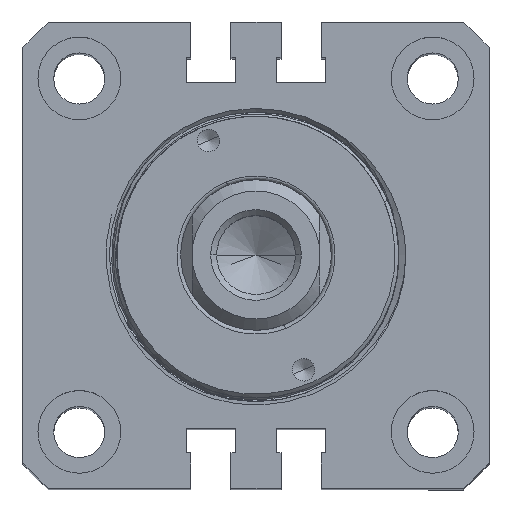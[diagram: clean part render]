
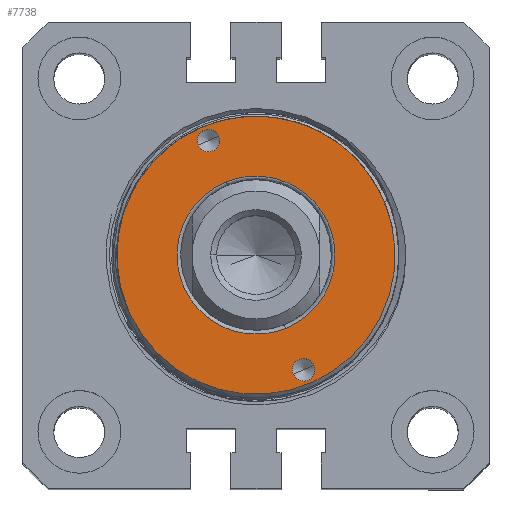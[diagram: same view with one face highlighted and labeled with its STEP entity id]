
A CAD part, top view. The second image highlights one B-rep face of the part: STEP entity #7738.
In plain terms, the highlighted face is planar.
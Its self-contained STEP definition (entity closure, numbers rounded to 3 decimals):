
#334 = VERTEX_POINT ( 'NONE', #16818 ) ;
#912 = AXIS2_PLACEMENT_3D ( 'NONE', #15647, #19609, #7153 ) ;
#1179 = CARTESIAN_POINT ( 'NONE',  ( -18.5, 0., -25. ) ) ;
#1731 = CARTESIAN_POINT ( 'NONE',  ( -20.797, -10.5, -25. ) ) ;
#1814 = VERTEX_POINT ( 'NONE', #9222 ) ;
#1893 = CARTESIAN_POINT ( 'NONE',  ( 0., 16.5, -25. ) ) ;
#1903 =( BOUNDED_CURVE ( )  B_SPLINE_CURVE ( 3, ( #10712, #7245, #9253, #17353 ),
 .UNSPECIFIED., .F., .T. ) 
 B_SPLINE_CURVE_WITH_KNOTS ( ( 4, 4 ),
 ( 0.997, 1. ),
 .UNSPECIFIED. ) 
 CURVE ( )  GEOMETRIC_REPRESENTATION_ITEM ( )  RATIONAL_B_SPLINE_CURVE ( ( 1., 1., 1., 1. ) ) 
 REPRESENTATION_ITEM ( '' )  );
#2421 = EDGE_LOOP ( 'NONE', ( #12347, #14987, #18558, #24730 ) ) ;
#2658 = FACE_OUTER_BOUND ( 'NONE', #14374, .T. ) ;
#2719 = AXIS2_PLACEMENT_3D ( 'NONE', #16153, #22264, #7596 ) ;
#2904 = VERTEX_POINT ( 'NONE', #12266 ) ;
#3171 = CARTESIAN_POINT ( 'NONE',  ( -0.102, 10.5, -25. ) ) ;
#3292 = DIRECTION ( 'NONE',  ( 1., 0., 0. ) ) ;
#3316 = DIRECTION ( 'NONE',  ( 0., 0., -1. ) ) ;
#3524 = AXIS2_PLACEMENT_3D ( 'NONE', #17776, #3316, #11668 ) ;
#3574 = CARTESIAN_POINT ( 'NONE',  ( 18.492, -0.217, -25. ) ) ;
#3655 = DIRECTION ( 'NONE',  ( 0., 0., -1. ) ) ;
#3735 = CARTESIAN_POINT ( 'NONE',  ( 0., 10.5, -25. ) ) ;
#3798 = EDGE_CURVE ( 'NONE', #23722, #334, #14975, .T. ) ;
#3951 = CARTESIAN_POINT ( 'NONE',  ( 18.479, -0.818, -25. ) ) ;
#4101 = CARTESIAN_POINT ( 'NONE',  ( 18.472, -1.018, -24.999 ) ) ;
#4294 = CARTESIAN_POINT ( 'NONE',  ( -1.5, 16.5, -25. ) ) ;
#4718 = EDGE_LOOP ( 'NONE', ( #8819, #9603 ) ) ;
#4752 =( BOUNDED_CURVE ( )  B_SPLINE_CURVE ( 3, ( #14248, #1731, #22160, #22324 ),
 .UNSPECIFIED., .F., .T. ) 
 B_SPLINE_CURVE_WITH_KNOTS ( ( 4, 4 ),
 ( 0., 0.997 ),
 .UNSPECIFIED. ) 
 CURVE ( )  GEOMETRIC_REPRESENTATION_ITEM ( )  RATIONAL_B_SPLINE_CURVE ( ( 1., 0.337, 0.337, 1. ) ) 
 REPRESENTATION_ITEM ( '' )  );
#4847 = B_SPLINE_CURVE_WITH_KNOTS ( 'NONE', 3,
 ( #5968, #10137, #3951, #10323 ),
 .UNSPECIFIED., .F., .F.,
 ( 4, 4 ),
 ( 0., 1. ),
 .UNSPECIFIED. ) ;
#5054 = ORIENTED_EDGE ( 'NONE', *, *, #23386, .T. ) ;
#5968 = CARTESIAN_POINT ( 'NONE',  ( 18.482, -0.417, -25. ) ) ;
#6012 = CARTESIAN_POINT ( 'NONE',  ( 0.102, -10.5, -25. ) ) ;
#6062 = ORIENTED_EDGE ( 'NONE', *, *, #13202, .T. ) ;
#6094 = DIRECTION ( 'NONE',  ( 0., 0., 1. ) ) ;
#6584 = EDGE_CURVE ( 'NONE', #2904, #1814, #6878, .T. ) ;
#6737 = DIRECTION ( 'NONE',  ( 1., 0., 0. ) ) ;
#6878 = B_SPLINE_CURVE_WITH_KNOTS ( 'NONE', 3,
 ( #14006, #9758, #3574, #24009 ),
 .UNSPECIFIED., .F., .F.,
 ( 4, 4 ),
 ( 0., 1. ),
 .UNSPECIFIED. ) ;
#7153 = DIRECTION ( 'NONE',  ( -1., 0., 0. ) ) ;
#7181 = CARTESIAN_POINT ( 'NONE',  ( 0.034, -10.5, -25. ) ) ;
#7245 = CARTESIAN_POINT ( 'NONE',  ( -0.068, 10.5, -25. ) ) ;
#7596 = DIRECTION ( 'NONE',  ( 1., 0., 0. ) ) ;
#7651 = ORIENTED_EDGE ( 'NONE', *, *, #19039, .T. ) ;
#7738 = ADVANCED_FACE ( 'NONE', ( #15615, #20449, #13685, #2658 ), #24015, .T. ) ;
#8268 = DIRECTION ( 'NONE',  ( 1., 0., 0. ) ) ;
#8587 = CARTESIAN_POINT ( 'NONE',  ( 0.102, -10.5, -25. ) ) ;
#8745 = DIRECTION ( 'NONE',  ( 0., 0., -1. ) ) ;
#8819 = ORIENTED_EDGE ( 'NONE', *, *, #3798, .T. ) ;
#9222 = CARTESIAN_POINT ( 'NONE',  ( 18.482, -0.417, -25. ) ) ;
#9253 = CARTESIAN_POINT ( 'NONE',  ( -0.034, 10.5, -25. ) ) ;
#9603 = ORIENTED_EDGE ( 'NONE', *, *, #13912, .T. ) ;
#9652 = CIRCLE ( 'NONE', #912, 1.5 ) ;
#9758 = CARTESIAN_POINT ( 'NONE',  ( 18.497, -0.017, -25. ) ) ;
#9779 = ORIENTED_EDGE ( 'NONE', *, *, #26674, .T. ) ;
#9912 = CIRCLE ( 'NONE', #26258, 18.5 ) ;
#10001 = CARTESIAN_POINT ( 'NONE',  ( 20.898, -10.297, -25. ) ) ;
#10137 = CARTESIAN_POINT ( 'NONE',  ( 18.482, -0.617, -25. ) ) ;
#10163 = CARTESIAN_POINT ( 'NONE',  ( 0., -16.5, -25. ) ) ;
#10323 = CARTESIAN_POINT ( 'NONE',  ( 18.472, -1.018, -24.999 ) ) ;
#10468 = CARTESIAN_POINT ( 'NONE',  ( 0., -10.5, -25. ) ) ;
#10712 = CARTESIAN_POINT ( 'NONE',  ( -0.102, 10.5, -25. ) ) ;
#10770 =( BOUNDED_CURVE ( )  B_SPLINE_CURVE ( 3, ( #3735, #18381, #10001, #6012 ),
 .UNSPECIFIED., .F., .T. ) 
 B_SPLINE_CURVE_WITH_KNOTS ( ( 4, 4 ),
 ( 0., 0.997 ),
 .UNSPECIFIED. ) 
 CURVE ( )  GEOMETRIC_REPRESENTATION_ITEM ( )  RATIONAL_B_SPLINE_CURVE ( ( 1., 0.337, 0.337, 1. ) ) 
 REPRESENTATION_ITEM ( '' )  );
#11516 = EDGE_LOOP ( 'NONE', ( #5054, #9779 ) ) ;
#11628 = CARTESIAN_POINT ( 'NONE',  ( 0.102, -10.5, -25. ) ) ;
#11668 = DIRECTION ( 'NONE',  ( -1., 0., 0. ) ) ;
#11920 = CARTESIAN_POINT ( 'NONE',  ( 0., 0., -25. ) ) ;
#11959 = AXIS2_PLACEMENT_3D ( 'NONE', #1893, #6094, #20523 ) ;
#12045 = CIRCLE ( 'NONE', #2719, 1.5 ) ;
#12266 = CARTESIAN_POINT ( 'NONE',  ( 18.499, 0.184, -25. ) ) ;
#12347 = ORIENTED_EDGE ( 'NONE', *, *, #24205, .F. ) ;
#12974 = VERTEX_POINT ( 'NONE', #15250 ) ;
#13202 = EDGE_CURVE ( 'NONE', #26413, #2904, #14835, .T. ) ;
#13338 = CARTESIAN_POINT ( 'NONE',  ( 0.068, -10.5, -25. ) ) ;
#13606 = CARTESIAN_POINT ( 'NONE',  ( -1.5, -16.5, -25. ) ) ;
#13685 = FACE_BOUND ( 'NONE', #2421, .T. ) ;
#13912 = EDGE_CURVE ( 'NONE', #334, #23722, #9652, .T. ) ;
#14006 = CARTESIAN_POINT ( 'NONE',  ( 18.499, 0.184, -25. ) ) ;
#14248 = CARTESIAN_POINT ( 'NONE',  ( 0., -10.5, -25. ) ) ;
#14374 = EDGE_LOOP ( 'NONE', ( #15876, #6062, #15020, #7651 ) ) ;
#14835 = CIRCLE ( 'NONE', #15978, 18.5 ) ;
#14975 = CIRCLE ( 'NONE', #11959, 1.5 ) ;
#14987 = ORIENTED_EDGE ( 'NONE', *, *, #21418, .F. ) ;
#15020 = ORIENTED_EDGE ( 'NONE', *, *, #6584, .T. ) ;
#15250 = CARTESIAN_POINT ( 'NONE',  ( 0., 10.5, -25. ) ) ;
#15421 = VERTEX_POINT ( 'NONE', #13606 ) ;
#15615 = FACE_BOUND ( 'NONE', #11516, .T. ) ;
#15647 = CARTESIAN_POINT ( 'NONE',  ( 0., 16.5, -25. ) ) ;
#15796 = EDGE_CURVE ( 'NONE', #21201, #26413, #9912, .T. ) ;
#15876 = ORIENTED_EDGE ( 'NONE', *, *, #15796, .T. ) ;
#15978 = AXIS2_PLACEMENT_3D ( 'NONE', #11920, #3655, #3292 ) ;
#16153 = CARTESIAN_POINT ( 'NONE',  ( 0., -16.5, -25. ) ) ;
#16818 = CARTESIAN_POINT ( 'NONE',  ( 1.5, 16.5, -25. ) ) ;
#16989 = EDGE_CURVE ( 'NONE', #24758, #26252, #21420, .T. ) ;
#17353 = CARTESIAN_POINT ( 'NONE',  ( 0., 10.5, -25. ) ) ;
#17710 = CARTESIAN_POINT ( 'NONE',  ( 1.5, -16.5, -25. ) ) ;
#17776 = CARTESIAN_POINT ( 'NONE',  ( 0., 0., -25. ) ) ;
#18381 = CARTESIAN_POINT ( 'NONE',  ( 20.797, 10.5, -25. ) ) ;
#18558 = ORIENTED_EDGE ( 'NONE', *, *, #20930, .F. ) ;
#19039 = EDGE_CURVE ( 'NONE', #1814, #21201, #4847, .T. ) ;
#19609 = DIRECTION ( 'NONE',  ( 0., 0., 1. ) ) ;
#19717 = CIRCLE ( 'NONE', #21433, 1.5 ) ;
#20328 = DIRECTION ( 'NONE',  ( 0., 0., 1. ) ) ;
#20449 = FACE_BOUND ( 'NONE', #4718, .T. ) ;
#20523 = DIRECTION ( 'NONE',  ( -1., 0., 0. ) ) ;
#20930 = EDGE_CURVE ( 'NONE', #26252, #24973, #4752, .T. ) ;
#21201 = VERTEX_POINT ( 'NONE', #4101 ) ;
#21418 = EDGE_CURVE ( 'NONE', #24973, #12974, #1903, .T. ) ;
#21420 =( BOUNDED_CURVE ( )  B_SPLINE_CURVE ( 3, ( #11628, #13338, #7181, #21605 ),
 .UNSPECIFIED., .F., .T. ) 
 B_SPLINE_CURVE_WITH_KNOTS ( ( 4, 4 ),
 ( 0.997, 1. ),
 .UNSPECIFIED. ) 
 CURVE ( )  GEOMETRIC_REPRESENTATION_ITEM ( )  RATIONAL_B_SPLINE_CURVE ( ( 1., 1., 1., 1. ) ) 
 REPRESENTATION_ITEM ( '' )  );
#21433 = AXIS2_PLACEMENT_3D ( 'NONE', #10163, #20328, #8268 ) ;
#21508 = VERTEX_POINT ( 'NONE', #17710 ) ;
#21605 = CARTESIAN_POINT ( 'NONE',  ( 0., -10.5, -25. ) ) ;
#22160 = CARTESIAN_POINT ( 'NONE',  ( -20.898, 10.297, -25. ) ) ;
#22264 = DIRECTION ( 'NONE',  ( 0., 0., 1. ) ) ;
#22324 = CARTESIAN_POINT ( 'NONE',  ( -0.102, 10.5, -25. ) ) ;
#23233 = CARTESIAN_POINT ( 'NONE',  ( 0., 0., -25. ) ) ;
#23386 = EDGE_CURVE ( 'NONE', #21508, #15421, #12045, .T. ) ;
#23722 = VERTEX_POINT ( 'NONE', #4294 ) ;
#24009 = CARTESIAN_POINT ( 'NONE',  ( 18.482, -0.417, -25. ) ) ;
#24015 = PLANE ( 'NONE',  #3524 ) ;
#24205 = EDGE_CURVE ( 'NONE', #12974, #24758, #10770, .T. ) ;
#24730 = ORIENTED_EDGE ( 'NONE', *, *, #16989, .F. ) ;
#24758 = VERTEX_POINT ( 'NONE', #8587 ) ;
#24973 = VERTEX_POINT ( 'NONE', #3171 ) ;
#26252 = VERTEX_POINT ( 'NONE', #10468 ) ;
#26258 = AXIS2_PLACEMENT_3D ( 'NONE', #23233, #8745, #6737 ) ;
#26413 = VERTEX_POINT ( 'NONE', #1179 ) ;
#26674 = EDGE_CURVE ( 'NONE', #15421, #21508, #19717, .T. ) ;
